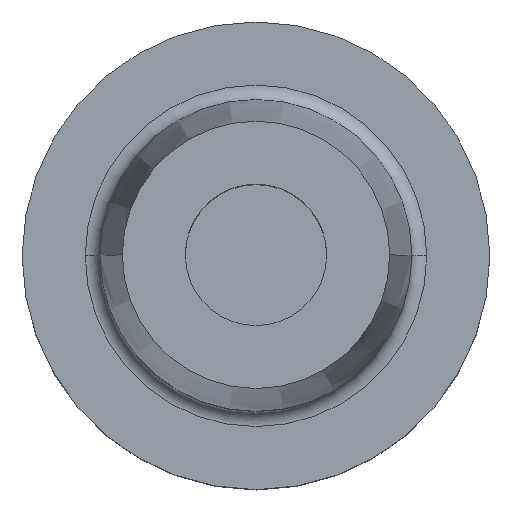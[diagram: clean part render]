
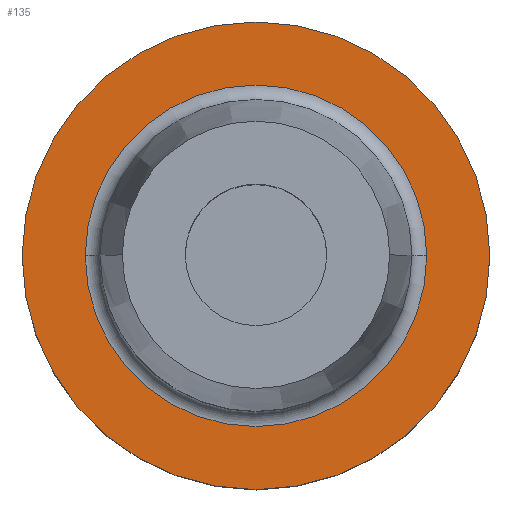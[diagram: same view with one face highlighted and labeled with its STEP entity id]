
A CAD part, top view. The second image highlights one B-rep face of the part: STEP entity #135.
In plain terms, the highlighted planar face has unit normal (0, 0, 1).
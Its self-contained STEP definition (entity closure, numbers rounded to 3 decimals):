
#24 = CARTESIAN_POINT ( 'NONE',  ( 0., 0., 26. ) ) ;
#39 = CARTESIAN_POINT ( 'NONE',  ( 0., 0., 26. ) ) ;
#70 = DIRECTION ( 'NONE',  ( 0., 1., 0. ) ) ;
#77 = DIRECTION ( 'NONE',  ( 0., 0., -1. ) ) ;
#120 = AXIS2_PLACEMENT_3D ( 'NONE', #337, #860, #1063 ) ;
#135 = ADVANCED_FACE ( 'NONE', ( #778, #186 ), #1420, .T. ) ;
#175 = VERTEX_POINT ( 'NONE', #571 ) ;
#186 = FACE_OUTER_BOUND ( 'NONE', #578, .T. ) ;
#197 = CIRCLE ( 'NONE', #1205, 23. ) ;
#201 = CARTESIAN_POINT ( 'NONE',  ( 0., 0., 26. ) ) ;
#235 = AXIS2_PLACEMENT_3D ( 'NONE', #39, #77, #70 ) ;
#270 = VERTEX_POINT ( 'NONE', #1082 ) ;
#283 = DIRECTION ( 'NONE',  ( 0., 1., 0. ) ) ;
#337 = CARTESIAN_POINT ( 'NONE',  ( 0., 0., 26. ) ) ;
#369 = VERTEX_POINT ( 'NONE', #757 ) ;
#379 = ORIENTED_EDGE ( 'NONE', *, *, #1028, .F. ) ;
#421 = CIRCLE ( 'NONE', #235, 31.5 ) ;
#423 = ORIENTED_EDGE ( 'NONE', *, *, #1338, .F. ) ;
#455 = ORIENTED_EDGE ( 'NONE', *, *, #494, .F. ) ;
#494 = EDGE_CURVE ( 'NONE', #1296, #175, #421, .T. ) ;
#571 = CARTESIAN_POINT ( 'NONE',  ( 0., 31.5, 26. ) ) ;
#573 = EDGE_CURVE ( 'NONE', #270, #369, #1404, .T. ) ;
#578 = EDGE_LOOP ( 'NONE', ( #423, #455 ) ) ;
#688 = DIRECTION ( 'NONE',  ( 0., 0., -1. ) ) ;
#727 = ORIENTED_EDGE ( 'NONE', *, *, #573, .F. ) ;
#757 = CARTESIAN_POINT ( 'NONE',  ( -23., 0., 26. ) ) ;
#778 = FACE_BOUND ( 'NONE', #1166, .T. ) ;
#817 = CIRCLE ( 'NONE', #1122, 31.5 ) ;
#860 = DIRECTION ( 'NONE',  ( 0., 0., 1. ) ) ;
#904 = CARTESIAN_POINT ( 'NONE',  ( 0., -31.5, 26. ) ) ;
#985 = DIRECTION ( 'NONE',  ( 0., -1., 0. ) ) ;
#986 = AXIS2_PLACEMENT_3D ( 'NONE', #1311, #996, #985 ) ;
#996 = DIRECTION ( 'NONE',  ( 0., 0., 1. ) ) ;
#1028 = EDGE_CURVE ( 'NONE', #369, #270, #197, .T. ) ;
#1045 = DIRECTION ( 'NONE',  ( 0., 0., 1. ) ) ;
#1063 = DIRECTION ( 'NONE',  ( -1., 0., 0. ) ) ;
#1082 = CARTESIAN_POINT ( 'NONE',  ( 23., 0., 26. ) ) ;
#1122 = AXIS2_PLACEMENT_3D ( 'NONE', #24, #688, #283 ) ;
#1166 = EDGE_LOOP ( 'NONE', ( #379, #727 ) ) ;
#1205 = AXIS2_PLACEMENT_3D ( 'NONE', #201, #1045, #1291 ) ;
#1291 = DIRECTION ( 'NONE',  ( -1., 0., 0. ) ) ;
#1296 = VERTEX_POINT ( 'NONE', #904 ) ;
#1311 = CARTESIAN_POINT ( 'NONE',  ( 0., 0., 26. ) ) ;
#1338 = EDGE_CURVE ( 'NONE', #175, #1296, #817, .T. ) ;
#1404 = CIRCLE ( 'NONE', #120, 23. ) ;
#1420 = PLANE ( 'NONE',  #986 ) ;
